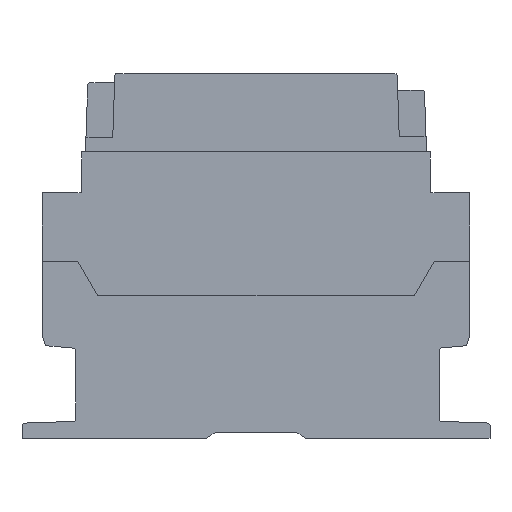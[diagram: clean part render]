
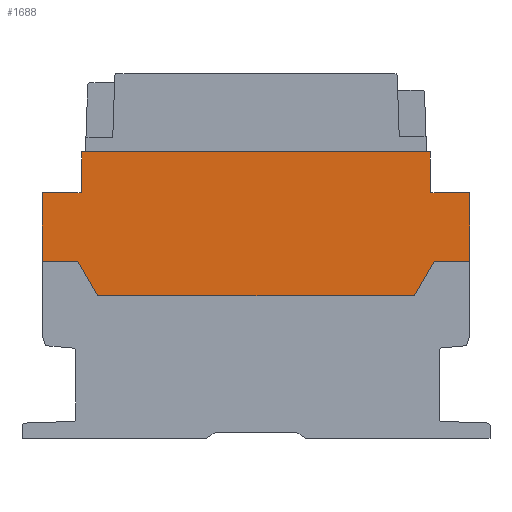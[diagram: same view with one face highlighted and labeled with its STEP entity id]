
A CAD part, left-side view. The second image highlights one B-rep face of the part: STEP entity #1688.
In plain terms, the highlighted planar face has unit normal (-1, 0, 0).
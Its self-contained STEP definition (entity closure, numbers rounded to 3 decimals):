
#368=FACE_OUTER_BOUND($,#438,.T.);
#438=EDGE_LOOP($,(#1447,#1448,#1449,#1450,#1451,#1452,#1453,#1454,#1455,
#1456,#1457,#1458));
#539=LINE($,#2702,#770);
#547=LINE($,#2719,#778);
#550=LINE($,#2725,#781);
#553=LINE($,#2731,#784);
#556=LINE($,#2737,#787);
#559=LINE($,#2743,#790);
#562=LINE($,#2749,#793);
#565=LINE($,#2755,#796);
#568=LINE($,#2761,#799);
#571=LINE($,#2767,#802);
#574=LINE($,#2771,#805);
#576=LINE($,#2774,#807);
#770=VECTOR($,#2075,162.337);
#778=VECTOR($,#2085,18.);
#781=VECTOR($,#2090,32.);
#784=VECTOR($,#2095,16.499);
#787=VECTOR($,#2100,18.476);
#790=VECTOR($,#2105,147.525);
#793=VECTOR($,#2110,18.475);
#796=VECTOR($,#2115,16.5);
#799=VECTOR($,#2120,32.);
#802=VECTOR($,#2125,18.001);
#805=VECTOR($,#2130,19.003);
#807=VECTOR($,#2134,19.003);
#985=VERTEX_POINT($,#2699);
#986=VERTEX_POINT($,#2701);
#993=VERTEX_POINT($,#2716);
#994=VERTEX_POINT($,#2718);
#996=VERTEX_POINT($,#2724);
#998=VERTEX_POINT($,#2730);
#1000=VERTEX_POINT($,#2736);
#1002=VERTEX_POINT($,#2742);
#1004=VERTEX_POINT($,#2748);
#1006=VERTEX_POINT($,#2754);
#1008=VERTEX_POINT($,#2760);
#1010=VERTEX_POINT($,#2766);
#1133=EDGE_CURVE($,#986,#985,#539,.T.);
#1141=EDGE_CURVE($,#994,#993,#547,.T.);
#1144=EDGE_CURVE($,#996,#994,#550,.T.);
#1147=EDGE_CURVE($,#998,#996,#553,.T.);
#1150=EDGE_CURVE($,#1000,#998,#556,.T.);
#1153=EDGE_CURVE($,#1002,#1000,#559,.T.);
#1156=EDGE_CURVE($,#1004,#1002,#562,.T.);
#1159=EDGE_CURVE($,#1006,#1004,#565,.T.);
#1162=EDGE_CURVE($,#1008,#1006,#568,.T.);
#1165=EDGE_CURVE($,#1010,#1008,#571,.T.);
#1168=EDGE_CURVE($,#985,#1010,#574,.T.);
#1170=EDGE_CURVE($,#993,#986,#576,.T.);
#1447=ORIENTED_EDGE($,*,*,#1170,.T.);
#1448=ORIENTED_EDGE($,*,*,#1133,.T.);
#1449=ORIENTED_EDGE($,*,*,#1168,.T.);
#1450=ORIENTED_EDGE($,*,*,#1165,.T.);
#1451=ORIENTED_EDGE($,*,*,#1162,.T.);
#1452=ORIENTED_EDGE($,*,*,#1159,.T.);
#1453=ORIENTED_EDGE($,*,*,#1156,.T.);
#1454=ORIENTED_EDGE($,*,*,#1153,.T.);
#1455=ORIENTED_EDGE($,*,*,#1150,.T.);
#1456=ORIENTED_EDGE($,*,*,#1147,.T.);
#1457=ORIENTED_EDGE($,*,*,#1144,.T.);
#1458=ORIENTED_EDGE($,*,*,#1141,.T.);
#1623=PLANE($,#1778);
#1688=ADVANCED_FACE($,(#368),#1623,.T.);
#1778=AXIS2_PLACEMENT_3D($,#2775,#2135,#2136);
#2075=DIRECTION($,(0.,1.,0.));
#2085=DIRECTION($,(0.,1.,0.));
#2090=DIRECTION($,(0.,0.,1.));
#2095=DIRECTION($,(0.,-1.,0.));
#2100=DIRECTION($,(0.,-0.5,0.866));
#2105=DIRECTION($,(0.,-1.,0.));
#2110=DIRECTION($,(0.,-0.5,-0.866));
#2115=DIRECTION($,(0.,-1.,0.));
#2120=DIRECTION($,(0.,0.,-1.));
#2125=DIRECTION($,(0.,1.,0.));
#2130=DIRECTION($,(0.,0.017,-1.));
#2134=DIRECTION($,(0.,0.017,1.));
#2135=DIRECTION('center_axis',(-1.,0.,0.));
#2136=DIRECTION('ref_axis',(0.,0.,1.));
#2699=CARTESIAN_POINT('',(0.,81.169,133.5));
#2701=CARTESIAN_POINT('',(0.,-81.168,133.5));
#2702=CARTESIAN_POINT($,(0.,-81.168,133.5));
#2716=CARTESIAN_POINT('',(0.,-81.5,114.5));
#2718=CARTESIAN_POINT('',(0.,-99.5,114.5));
#2719=CARTESIAN_POINT($,(0.,-99.5,114.5));
#2724=CARTESIAN_POINT('',(0.,-99.5,82.5));
#2725=CARTESIAN_POINT($,(0.,-99.5,82.5));
#2730=CARTESIAN_POINT('',(0.,-83.001,82.5));
#2731=CARTESIAN_POINT($,(0.,-83.001,82.5));
#2736=CARTESIAN_POINT('',(0.,-73.763,66.5));
#2737=CARTESIAN_POINT($,(0.,-73.763,66.5));
#2742=CARTESIAN_POINT('',(0.,73.763,66.5));
#2743=CARTESIAN_POINT($,(0.,73.763,66.5));
#2748=CARTESIAN_POINT('',(0.,83.,82.5));
#2749=CARTESIAN_POINT($,(0.,83.,82.5));
#2754=CARTESIAN_POINT('',(0.,99.5,82.5));
#2755=CARTESIAN_POINT($,(0.,99.5,82.5));
#2760=CARTESIAN_POINT('',(0.,99.5,114.5));
#2761=CARTESIAN_POINT($,(0.,99.5,114.5));
#2766=CARTESIAN_POINT('',(0.,81.5,114.5));
#2767=CARTESIAN_POINT($,(0.,81.5,114.5));
#2771=CARTESIAN_POINT($,(0.,81.169,133.5));
#2774=CARTESIAN_POINT($,(0.,-81.5,114.5));
#2775=CARTESIAN_POINT('Origin',(0.,0.,
100.607));
